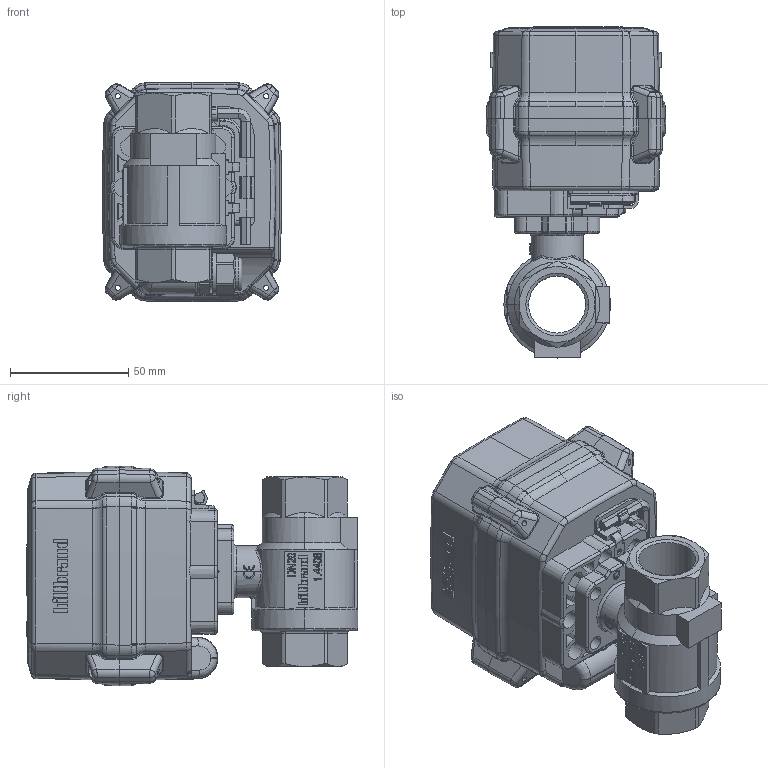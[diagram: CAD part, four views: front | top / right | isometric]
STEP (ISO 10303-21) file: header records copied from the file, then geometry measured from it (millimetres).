
FILE_DESCRIPTION(('STEP AP214'),'2;1');
FILE_NAME('Open CASCADE Shape Model','2024-09-02T09:12:58',(''),(''), 'Open CASCADE STEP processor 7.7','SolidWorks 2024','Unknown');
FILE_SCHEMA(('AUTOMOTIVE_DESIGN_CC2 { 1 2 10303 214 -1 1 5 4 }'));
Length unit declared in the file: millimetre
Products named in the file (3): 08 02 07X TW 24; HST 08 02 07X TW 24
Assembly tree (2 placements, depth 2):
  08 02 07X TW 24
    08 02 07X TW 24
    HST 08 02 07X TW 24
Bounding box: 75.67 x 140.2 x 92.69 mm (x, y, z)
Volume: 432148.3 mm3; surface area: 69267.2 mm2
Topology: 1 solids, 9 shells, 2126 faces, 5465 edges, 3475 vertices
Faces by surface type: plane 1038, cylinder 509, bspline 372, cone 160, torus 47
Entity records: 89727 total; most frequent: CARTESIAN_POINT 26468, ORIENTED_EDGE 10862, DIRECTION 8822, EDGE_CURVE 5460, VERTEX_POINT 3475, AXIS2_PLACEMENT_3D 2943, LINE 2936, VECTOR 2936
